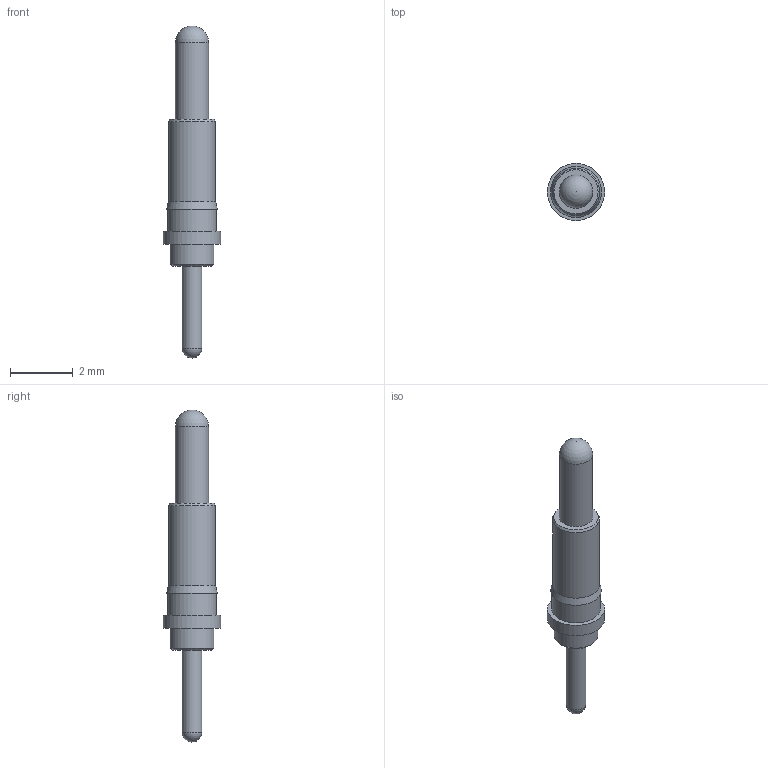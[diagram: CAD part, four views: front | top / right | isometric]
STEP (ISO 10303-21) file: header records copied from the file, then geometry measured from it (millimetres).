
FILE_DESCRIPTION(/* description */ ('STEP AP214'),/* implementation_level */ '2;1');
FILE_NAME(/* name */ 'mill-max-0914-0-15-20-77-14-11-0.step',/* time_stamp */ '2025-10-05T22:47:52+01:00',/* author */ (''),/* organization */ (''),/* preprocessor_version */ 'ST-DEVELOPER v20.1',/* originating_system */ 'Autodesk Translation Framework v14.17.0.0',/* authorisation */ '');
FILE_SCHEMA (('AUTOMOTIVE_DESIGN { 1 0 10303 214 3 1 1 }'));
Length unit declared in the file: millimetre
Products named in the file (1): 8AC2B5D5-A450-4994-A097-B9B0F9FAC2FD
Bounding box: 1.83 x 1.83 x 10.59 mm (x, y, z)
Volume: 11.9 mm3; surface area: 42 mm2
Topology: 1 solids, 1 shells, 16 faces, 31 edges, 20 vertices
Faces by surface type: cylinder 6, plane 5, cone 3, sphere 2
Full cylindrical faces by diameter (mm): 0.635 x1, 1.062 x1, 1.397 x1, 1.499 x1, 1.549 x1, 1.829 x1
Entity records: 449 total; most frequent: DIRECTION 83, CARTESIAN_POINT 66, ORIENTED_EDGE 58, AXIS2_PLACEMENT_3D 37, EDGE_CURVE 29, EDGE_LOOP 21, CIRCLE 20, VERTEX_POINT 20
